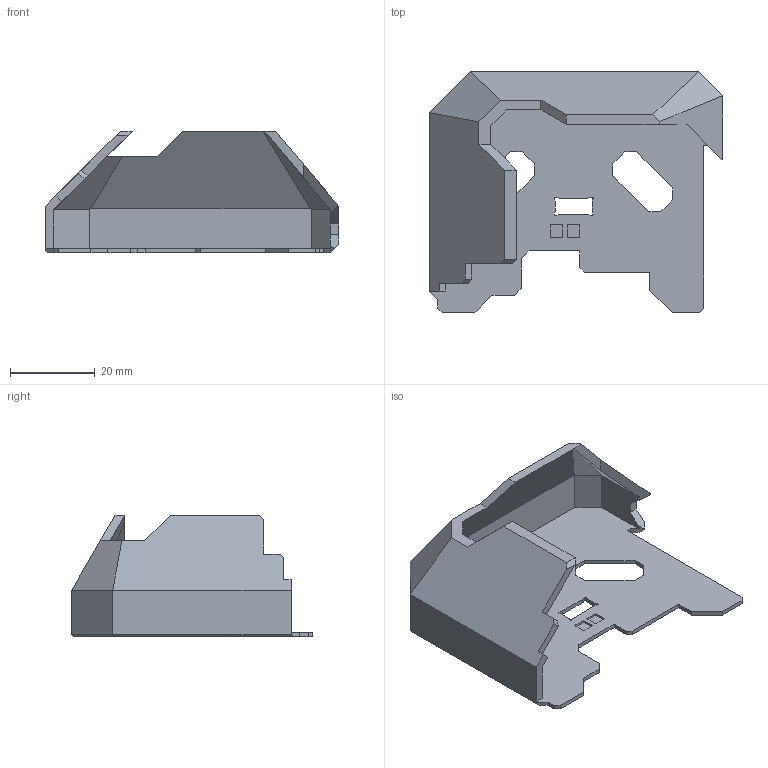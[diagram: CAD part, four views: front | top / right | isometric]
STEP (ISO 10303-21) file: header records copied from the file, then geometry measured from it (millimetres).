
FILE_DESCRIPTION(/* description */ (''),/* implementation_level */ '2;1');
FILE_NAME(/* name */ 'lb-cover-back-R2.stp',/* time_stamp */ '2023-07-10T12:57:21+02:00',/* author */ ('Eliáš Knor'),/* organization */ (''),/* preprocessor_version */ 'ST-DEVELOPER v19',/* originating_system */ 'Autodesk Inventor 2023',/* authorisation */ '');
FILE_SCHEMA (('AUTOMOTIVE_DESIGN { 1 0 10303 214 3 1 1 }'));
Length unit declared in the file: millimetre
Products named in the file (1): lb-cover-back-E4
Bounding box: 69.15 x 56.75 x 28.68 mm (x, y, z)
Volume: 9428.3 mm3; surface area: 12928.9 mm2
Topology: 1 solids, 1 shells, 107 faces, 299 edges, 196 vertices
Faces by surface type: plane 95, cylinder 12
Entity records: 3495 total; most frequent: CARTESIAN_POINT 603, ORIENTED_EDGE 598, DIRECTION 539, EDGE_CURVE 299, LINE 275, VECTOR 275, VERTEX_POINT 196, AXIS2_PLACEMENT_3D 132
